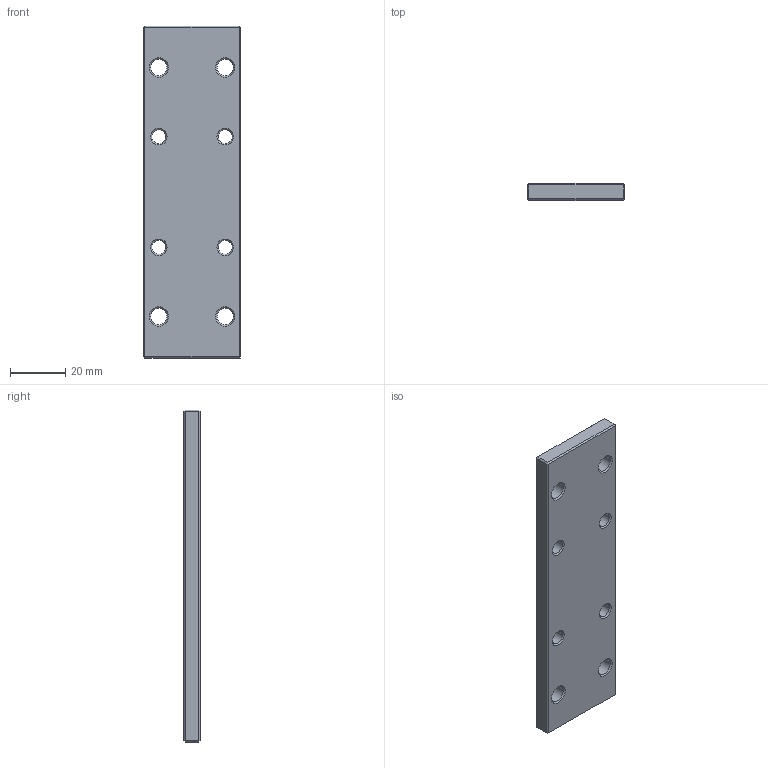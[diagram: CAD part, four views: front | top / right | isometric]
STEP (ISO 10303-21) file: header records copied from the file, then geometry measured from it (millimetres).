
FILE_DESCRIPTION(/* description */ (''),/* implementation_level */ '2;1');
FILE_NAME(/* name */ 'Y motor reinforcement plate.step',/* time_stamp */ '2020-04-14T16:46:22+01:00',/* author */ (''),/* organization */ (''),/* preprocessor_version */ 'ST-DEVELOPER v18.1',/* originating_system */ 'Autodesk Translation Framework v9.2.0.1227',/* authorisation */ '');
FILE_SCHEMA (('AUTOMOTIVE_DESIGN { 1 0 10303 214 3 1 1 }'));
Length unit declared in the file: millimetre
Products named in the file (1): Y motor reinforcement plate
Bounding box: 35 x 6 x 120 mm (x, y, z)
Volume: 23934.4 mm3; surface area: 10442.7 mm2
Topology: 1 solids, 1 shells, 47 faces, 99 edges, 54 vertices
Faces by surface type: plane 23, cone 16, cylinder 8
Full cylindrical faces by diameter (mm): 5 x4, 6 x4
Entity records: 1289 total; most frequent: DIRECTION 227, CARTESIAN_POINT 201, ORIENTED_EDGE 198, EDGE_CURVE 99, AXIS2_PLACEMENT_3D 80, LINE 67, VECTOR 67, EDGE_LOOP 63
